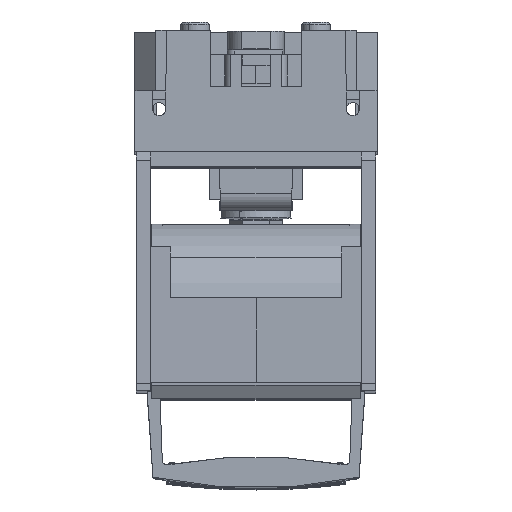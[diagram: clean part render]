
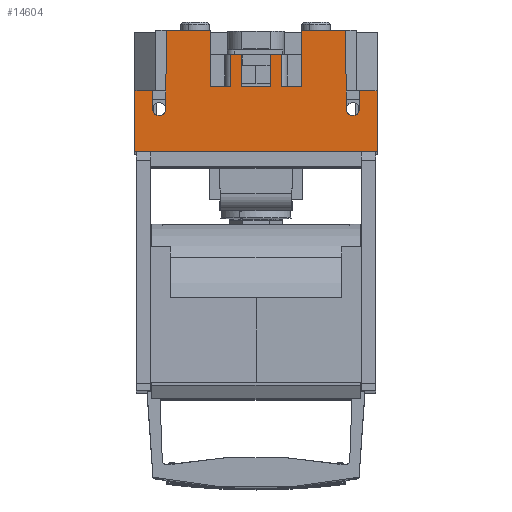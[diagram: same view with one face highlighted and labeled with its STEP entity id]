
A CAD part, top view. The second image highlights one B-rep face of the part: STEP entity #14604.
In plain terms, the highlighted planar face has unit normal (0, 0, 1).
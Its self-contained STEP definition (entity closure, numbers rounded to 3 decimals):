
#9739=AXIS2_PLACEMENT_3D('Circle Axis2P3D',#9737,#9738,$) ;
#12113=AXIS2_PLACEMENT_3D('Circle Axis2P3D',#12111,#12112,$) ;
#14494=AXIS2_PLACEMENT_3D('Plane Axis2P3D',#14491,#14492,#14493) ;
#8669=CARTESIAN_POINT('Vertex',(-37.016,-4.,277.064)) ;
#8672=CARTESIAN_POINT('Line Origine',(-27.915,-4.,277.064)) ;
#8676=CARTESIAN_POINT('Vertex',(-18.814,-4.,277.064)) ;
#8983=CARTESIAN_POINT('Vertex',(-50.,-54.,277.064)) ;
#8986=CARTESIAN_POINT('Line Origine',(-50.,-29.,277.064)) ;
#8990=CARTESIAN_POINT('Vertex',(-50.,-29.,277.064)) ;
#9324=CARTESIAN_POINT('Vertex',(50.,-54.,277.064)) ;
#9327=CARTESIAN_POINT('Line Origine',(0.,-54.,277.064)) ;
#9702=CARTESIAN_POINT('Vertex',(42.7,-36.524,277.064)) ;
#9705=CARTESIAN_POINT('Line Origine',(42.733,-32.762,277.064)) ;
#9709=CARTESIAN_POINT('Vertex',(42.766,-29.,277.064)) ;
#9737=CARTESIAN_POINT('Axis2P3D Location',(40.,-36.5,277.064)) ;
#9741=CARTESIAN_POINT('Vertex',(37.3,-36.524,277.064)) ;
#9765=CARTESIAN_POINT('Vertex',(37.016,-4.,277.064)) ;
#9770=CARTESIAN_POINT('Line Origine',(37.158,-20.262,277.064)) ;
#12081=CARTESIAN_POINT('Vertex',(-37.3,-36.524,277.064)) ;
#12084=CARTESIAN_POINT('Line Origine',(-37.158,-20.262,277.064)) ;
#12108=CARTESIAN_POINT('Vertex',(-42.7,-36.524,277.064)) ;
#12111=CARTESIAN_POINT('Axis2P3D Location',(-40.,-36.5,277.064)) ;
#12139=CARTESIAN_POINT('Vertex',(-42.766,-29.,277.064)) ;
#12142=CARTESIAN_POINT('Line Origine',(-42.733,-32.762,277.064)) ;
#13395=CARTESIAN_POINT('Vertex',(18.814,-4.,277.064)) ;
#13398=CARTESIAN_POINT('Line Origine',(27.915,-4.,277.064)) ;
#14447=CARTESIAN_POINT('Line Origine',(-18.814,-22.,277.064)) ;
#14451=CARTESIAN_POINT('Vertex',(-18.814,-27.,277.064)) ;
#14491=CARTESIAN_POINT('Axis2P3D Location',(0.,-4.,277.064)) ;
#14497=CARTESIAN_POINT('Control Point',(18.814,-4.,277.064)) ;
#14498=CARTESIAN_POINT('Control Point',(18.814,-27.,277.064)) ;
#14499=CARTESIAN_POINT('Vertex',(18.814,-27.,277.064)) ;
#14502=CARTESIAN_POINT('Line Origine',(24.728,-27.,277.064)) ;
#14506=CARTESIAN_POINT('Vertex',(10.5,-27.,277.064)) ;
#14509=CARTESIAN_POINT('Line Origine',(10.5,-29.,277.064)) ;
#14513=CARTESIAN_POINT('Vertex',(10.5,-14.,277.064)) ;
#14516=CARTESIAN_POINT('Line Origine',(24.728,-14.,277.064)) ;
#14520=CARTESIAN_POINT('Vertex',(6.075,-14.,277.064)) ;
#14524=CARTESIAN_POINT('Control Point',(6.075,-14.,277.064)) ;
#14525=CARTESIAN_POINT('Control Point',(6.075,-27.,277.064)) ;
#14526=CARTESIAN_POINT('Vertex',(6.075,-27.,277.064)) ;
#14529=CARTESIAN_POINT('Line Origine',(24.728,-27.,277.064)) ;
#14533=CARTESIAN_POINT('Vertex',(-6.075,-27.,277.064)) ;
#14537=CARTESIAN_POINT('Control Point',(-6.075,-14.,277.064)) ;
#14538=CARTESIAN_POINT('Control Point',(-6.075,-27.,277.064)) ;
#14539=CARTESIAN_POINT('Vertex',(-6.075,-14.,277.064)) ;
#14542=CARTESIAN_POINT('Line Origine',(24.728,-14.,277.064)) ;
#14546=CARTESIAN_POINT('Vertex',(-10.5,-14.,277.064)) ;
#14549=CARTESIAN_POINT('Line Origine',(-10.5,-29.,277.064)) ;
#14553=CARTESIAN_POINT('Vertex',(-10.5,-27.,277.064)) ;
#14556=CARTESIAN_POINT('Line Origine',(24.728,-27.,277.064)) ;
#14561=CARTESIAN_POINT('Line Origine',(24.728,-29.,277.064)) ;
#14566=CARTESIAN_POINT('Line Origine',(50.,-29.,277.064)) ;
#14570=CARTESIAN_POINT('Vertex',(50.,-29.,277.064)) ;
#14573=CARTESIAN_POINT('Line Origine',(24.728,-29.,277.064)) ;
#8673=DIRECTION('Vector Direction',(-1.,0.,0.)) ;
#8987=DIRECTION('Vector Direction',(0.,1.,0.)) ;
#9328=DIRECTION('Vector Direction',(-1.,0.,0.)) ;
#9706=DIRECTION('Vector Direction',(-0.009,-1.,0.)) ;
#9738=DIRECTION('Axis2P3D Direction',(0.,0.,1.)) ;
#9771=DIRECTION('Vector Direction',(0.009,-1.,0.)) ;
#12085=DIRECTION('Vector Direction',(-0.009,-1.,0.)) ;
#12112=DIRECTION('Axis2P3D Direction',(0.,0.,-1.)) ;
#12143=DIRECTION('Vector Direction',(0.009,-1.,0.)) ;
#13399=DIRECTION('Vector Direction',(-1.,0.,0.)) ;
#14448=DIRECTION('Vector Direction',(0.,1.,0.)) ;
#14492=DIRECTION('Axis2P3D Direction',(-0.,0.,1.)) ;
#14493=DIRECTION('Axis2P3D XDirection',(1.,0.,0.)) ;
#14503=DIRECTION('Vector Direction',(1.,0.,0.)) ;
#14510=DIRECTION('Vector Direction',(0.,1.,0.)) ;
#14517=DIRECTION('Vector Direction',(1.,0.,0.)) ;
#14530=DIRECTION('Vector Direction',(1.,0.,0.)) ;
#14543=DIRECTION('Vector Direction',(1.,0.,0.)) ;
#14550=DIRECTION('Vector Direction',(0.,1.,0.)) ;
#14557=DIRECTION('Vector Direction',(1.,0.,0.)) ;
#14562=DIRECTION('Vector Direction',(1.,0.,0.)) ;
#14567=DIRECTION('Vector Direction',(0.,1.,0.)) ;
#14574=DIRECTION('Vector Direction',(1.,0.,0.)) ;
#8674=VECTOR('Line Direction',#8673,1.) ;
#8988=VECTOR('Line Direction',#8987,1.) ;
#9329=VECTOR('Line Direction',#9328,1.) ;
#9707=VECTOR('Line Direction',#9706,1.) ;
#9772=VECTOR('Line Direction',#9771,1.) ;
#12086=VECTOR('Line Direction',#12085,1.) ;
#12144=VECTOR('Line Direction',#12143,1.) ;
#13400=VECTOR('Line Direction',#13399,1.) ;
#14449=VECTOR('Line Direction',#14448,1.) ;
#14504=VECTOR('Line Direction',#14503,1.) ;
#14511=VECTOR('Line Direction',#14510,1.) ;
#14518=VECTOR('Line Direction',#14517,1.) ;
#14531=VECTOR('Line Direction',#14530,1.) ;
#14544=VECTOR('Line Direction',#14543,1.) ;
#14551=VECTOR('Line Direction',#14550,1.) ;
#14558=VECTOR('Line Direction',#14557,1.) ;
#14563=VECTOR('Line Direction',#14562,1.) ;
#14568=VECTOR('Line Direction',#14567,1.) ;
#14575=VECTOR('Line Direction',#14574,1.) ;
#14579=ORIENTED_EDGE('',*,*,#13402,.F.) ;
#14580=ORIENTED_EDGE('',*,*,#14501,.T.) ;
#14581=ORIENTED_EDGE('',*,*,#14508,.F.) ;
#14582=ORIENTED_EDGE('',*,*,#14515,.T.) ;
#14583=ORIENTED_EDGE('',*,*,#14522,.F.) ;
#14584=ORIENTED_EDGE('',*,*,#14528,.T.) ;
#14585=ORIENTED_EDGE('',*,*,#14535,.T.) ;
#14586=ORIENTED_EDGE('',*,*,#14541,.F.) ;
#14587=ORIENTED_EDGE('',*,*,#14548,.T.) ;
#14588=ORIENTED_EDGE('',*,*,#14555,.F.) ;
#14589=ORIENTED_EDGE('',*,*,#14560,.T.) ;
#14590=ORIENTED_EDGE('',*,*,#14453,.F.) ;
#14591=ORIENTED_EDGE('',*,*,#8678,.T.) ;
#14592=ORIENTED_EDGE('',*,*,#12088,.T.) ;
#14593=ORIENTED_EDGE('',*,*,#12115,.T.) ;
#14594=ORIENTED_EDGE('',*,*,#12146,.T.) ;
#14595=ORIENTED_EDGE('',*,*,#14565,.F.) ;
#14596=ORIENTED_EDGE('',*,*,#8992,.T.) ;
#14597=ORIENTED_EDGE('',*,*,#9331,.F.) ;
#14598=ORIENTED_EDGE('',*,*,#14572,.F.) ;
#14599=ORIENTED_EDGE('',*,*,#14577,.F.) ;
#14600=ORIENTED_EDGE('',*,*,#9711,.F.) ;
#14601=ORIENTED_EDGE('',*,*,#9743,.F.) ;
#14602=ORIENTED_EDGE('',*,*,#9774,.F.) ;
#14604=ADVANCED_FACE('804187_L01_NH-Leistenunterteil Gr.3  L/SL3/W/3A',(#14603),#14495,.T.) ;
#14496=B_SPLINE_CURVE_WITH_KNOTS('',1,(#14497,#14498),.UNSPECIFIED.,.F.,.U.,(2,2),(-11.5,11.5),.UNSPECIFIED.) ;
#14523=B_SPLINE_CURVE_WITH_KNOTS('',1,(#14524,#14525),.UNSPECIFIED.,.F.,.U.,(2,2),(-6.5,6.5),.UNSPECIFIED.) ;
#14536=B_SPLINE_CURVE_WITH_KNOTS('',1,(#14537,#14538),.UNSPECIFIED.,.F.,.U.,(2,2),(-6.5,6.5),.UNSPECIFIED.) ;
#9740=CIRCLE('generated circle',#9739,2.7) ;
#12114=CIRCLE('generated circle',#12113,2.7) ;
#8678=EDGE_CURVE('',#8677,#8670,#8675,.T.) ;
#8992=EDGE_CURVE('',#8991,#8984,#8989,.F.) ;
#9331=EDGE_CURVE('',#9325,#8984,#9330,.T.) ;
#9711=EDGE_CURVE('',#9703,#9710,#9708,.F.) ;
#9743=EDGE_CURVE('',#9742,#9703,#9740,.T.) ;
#9774=EDGE_CURVE('',#9766,#9742,#9773,.T.) ;
#12088=EDGE_CURVE('',#8670,#12082,#12087,.T.) ;
#12115=EDGE_CURVE('',#12082,#12109,#12114,.T.) ;
#12146=EDGE_CURVE('',#12109,#12140,#12145,.F.) ;
#13402=EDGE_CURVE('',#13396,#9766,#13401,.F.) ;
#14453=EDGE_CURVE('',#8677,#14452,#14450,.F.) ;
#14501=EDGE_CURVE('',#13396,#14500,#14496,.T.) ;
#14508=EDGE_CURVE('',#14507,#14500,#14505,.T.) ;
#14515=EDGE_CURVE('',#14507,#14514,#14512,.T.) ;
#14522=EDGE_CURVE('',#14521,#14514,#14519,.T.) ;
#14528=EDGE_CURVE('',#14521,#14527,#14523,.T.) ;
#14535=EDGE_CURVE('',#14527,#14534,#14532,.F.) ;
#14541=EDGE_CURVE('',#14540,#14534,#14536,.T.) ;
#14548=EDGE_CURVE('',#14540,#14547,#14545,.F.) ;
#14555=EDGE_CURVE('',#14554,#14547,#14552,.T.) ;
#14560=EDGE_CURVE('',#14554,#14452,#14559,.F.) ;
#14565=EDGE_CURVE('',#8991,#12140,#14564,.T.) ;
#14572=EDGE_CURVE('',#14571,#9325,#14569,.F.) ;
#14577=EDGE_CURVE('',#9710,#14571,#14576,.T.) ;
#14578=EDGE_LOOP('',(#14579,#14580,#14581,#14582,#14583,#14584,#14585,#14586,#14587,#14588,#14589,#14590,#14591,#14592,#14593,#14594,#14595,#14596,#14597,#14598,#14599,#14600,#14601,#14602)) ;
#14603=FACE_OUTER_BOUND('',#14578,.T.) ;
#8675=LINE('Line',#8672,#8674) ;
#8989=LINE('Line',#8986,#8988) ;
#9330=LINE('Line',#9327,#9329) ;
#9708=LINE('Line',#9705,#9707) ;
#9773=LINE('Line',#9770,#9772) ;
#12087=LINE('Line',#12084,#12086) ;
#12145=LINE('Line',#12142,#12144) ;
#13401=LINE('Line',#13398,#13400) ;
#14450=LINE('Line',#14447,#14449) ;
#14505=LINE('Line',#14502,#14504) ;
#14512=LINE('Line',#14509,#14511) ;
#14519=LINE('Line',#14516,#14518) ;
#14532=LINE('Line',#14529,#14531) ;
#14545=LINE('Line',#14542,#14544) ;
#14552=LINE('Line',#14549,#14551) ;
#14559=LINE('Line',#14556,#14558) ;
#14564=LINE('Line',#14561,#14563) ;
#14569=LINE('Line',#14566,#14568) ;
#14576=LINE('Line',#14573,#14575) ;
#14495=PLANE('Plane',#14494) ;
#8670=VERTEX_POINT('',#8669) ;
#8677=VERTEX_POINT('',#8676) ;
#8984=VERTEX_POINT('',#8983) ;
#8991=VERTEX_POINT('',#8990) ;
#9325=VERTEX_POINT('',#9324) ;
#9703=VERTEX_POINT('',#9702) ;
#9710=VERTEX_POINT('',#9709) ;
#9742=VERTEX_POINT('',#9741) ;
#9766=VERTEX_POINT('',#9765) ;
#12082=VERTEX_POINT('',#12081) ;
#12109=VERTEX_POINT('',#12108) ;
#12140=VERTEX_POINT('',#12139) ;
#13396=VERTEX_POINT('',#13395) ;
#14452=VERTEX_POINT('',#14451) ;
#14500=VERTEX_POINT('',#14499) ;
#14507=VERTEX_POINT('',#14506) ;
#14514=VERTEX_POINT('',#14513) ;
#14521=VERTEX_POINT('',#14520) ;
#14527=VERTEX_POINT('',#14526) ;
#14534=VERTEX_POINT('',#14533) ;
#14540=VERTEX_POINT('',#14539) ;
#14547=VERTEX_POINT('',#14546) ;
#14554=VERTEX_POINT('',#14553) ;
#14571=VERTEX_POINT('',#14570) ;
